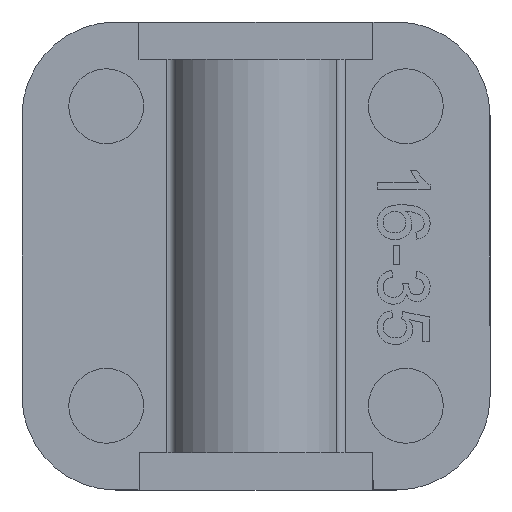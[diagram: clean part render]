
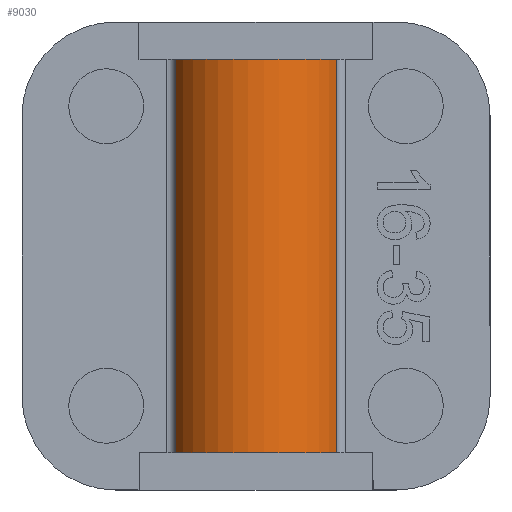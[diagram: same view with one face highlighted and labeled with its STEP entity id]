
A CAD part, front view. The second image highlights one B-rep face of the part: STEP entity #9030.
In plain terms, the highlighted cylindrical face has radius 4.8 mm (diameter 9.601 mm), a partial arc.
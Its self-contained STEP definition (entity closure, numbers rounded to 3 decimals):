
#39 = ORIENTED_EDGE ( 'NONE', *, *, #4747, .T. ) ;
#1020 = ORIENTED_EDGE ( 'NONE', *, *, #2096, .F. ) ;
#1278 = CIRCLE ( 'NONE', #1455, 4.8 ) ;
#1305 = CARTESIAN_POINT ( 'NONE',  ( -10.5, 0.283, 4.325 ) ) ;
#1455 = AXIS2_PLACEMENT_3D ( 'NONE', #5552, #6464, #1954 ) ;
#1636 = FACE_OUTER_BOUND ( 'NONE', #5078, .T. ) ;
#1714 = DIRECTION ( 'NONE',  ( -1., 0., 0. ) ) ;
#1727 = VERTEX_POINT ( 'NONE', #5584 ) ;
#1752 = CARTESIAN_POINT ( 'NONE',  ( 10.5, -1.8, 0. ) ) ;
#1926 = ORIENTED_EDGE ( 'NONE', *, *, #11983, .T. ) ;
#1954 = DIRECTION ( 'NONE',  ( 0., 0., -1. ) ) ;
#2074 = AXIS2_PLACEMENT_3D ( 'NONE', #2433, #8040, #2514 ) ;
#2096 = EDGE_CURVE ( 'NONE', #2689, #1727, #1278, .T. ) ;
#2433 = CARTESIAN_POINT ( 'NONE',  ( 12.5, -1.8, 0. ) ) ;
#2514 = DIRECTION ( 'NONE',  ( 0., 0., 1. ) ) ;
#2689 = VERTEX_POINT ( 'NONE', #1305 ) ;
#2786 = CARTESIAN_POINT ( 'NONE',  ( 12.5, 0.283, -4.325 ) ) ;
#4306 = CARTESIAN_POINT ( 'NONE',  ( 12.5, 0.283, 4.325 ) ) ;
#4718 = CARTESIAN_POINT ( 'NONE',  ( 10.5, 0.283, -4.325 ) ) ;
#4747 = EDGE_CURVE ( 'NONE', #11086, #8815, #5758, .T. ) ;
#5078 = EDGE_LOOP ( 'NONE', ( #6044, #39, #1926, #1020 ) ) ;
#5431 = CYLINDRICAL_SURFACE ( 'NONE', #2074, 4.8 ) ;
#5474 = DIRECTION ( 'NONE',  ( 0., 0., -1. ) ) ;
#5552 = CARTESIAN_POINT ( 'NONE',  ( -10.5, -1.8, 0. ) ) ;
#5584 = CARTESIAN_POINT ( 'NONE',  ( -10.5, 0.283, -4.325 ) ) ;
#5758 = CIRCLE ( 'NONE', #10297, 4.8 ) ;
#5813 = VECTOR ( 'NONE', #10945, 1000. ) ;
#5857 = LINE ( 'NONE', #4306, #6725 ) ;
#6044 = ORIENTED_EDGE ( 'NONE', *, *, #8986, .F. ) ;
#6211 = DIRECTION ( 'NONE',  ( -1., 0., 0. ) ) ;
#6464 = DIRECTION ( 'NONE',  ( -1., 0., 0. ) ) ;
#6725 = VECTOR ( 'NONE', #6211, 1000. ) ;
#7258 = LINE ( 'NONE', #2786, #5813 ) ;
#8040 = DIRECTION ( 'NONE',  ( -1., 0., 0. ) ) ;
#8815 = VERTEX_POINT ( 'NONE', #4718 ) ;
#8986 = EDGE_CURVE ( 'NONE', #11086, #2689, #5857, .T. ) ;
#9030 = ADVANCED_FACE ( 'NONE', ( #1636 ), #5431, .T. ) ;
#10297 = AXIS2_PLACEMENT_3D ( 'NONE', #1752, #1714, #5474 ) ;
#10945 = DIRECTION ( 'NONE',  ( -1., 0., 0. ) ) ;
#11086 = VERTEX_POINT ( 'NONE', #11830 ) ;
#11830 = CARTESIAN_POINT ( 'NONE',  ( 10.5, 0.283, 4.325 ) ) ;
#11983 = EDGE_CURVE ( 'NONE', #8815, #1727, #7258, .T. ) ;
